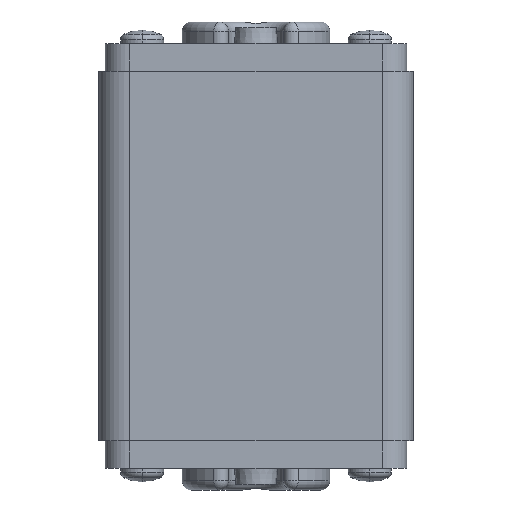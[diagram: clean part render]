
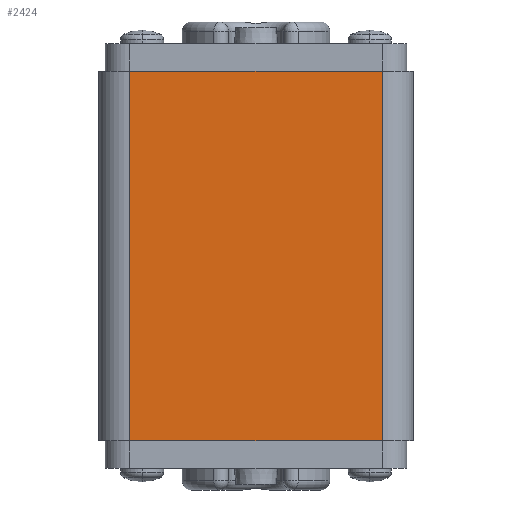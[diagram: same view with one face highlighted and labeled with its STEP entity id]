
A CAD part, front view. The second image highlights one B-rep face of the part: STEP entity #2424.
In plain terms, the highlighted planar face has unit normal (0, -1, 0).
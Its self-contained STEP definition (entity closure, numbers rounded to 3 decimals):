
#16=DIRECTION('',(1.,0.,0.));
#17=VECTOR('',#16,41.);
#18=CARTESIAN_POINT('',(-20.5,-25.5,-30.));
#19=LINE('',#18,#17);
#90=DIRECTION('',(0.,0.,-1.));
#91=VECTOR('',#90,60.);
#92=CARTESIAN_POINT('',(-20.5,-25.5,30.));
#93=LINE('',#92,#91);
#94=DIRECTION('',(0.,0.,-1.));
#95=VECTOR('',#94,60.);
#96=CARTESIAN_POINT('',(20.5,-25.5,30.));
#97=LINE('',#96,#95);
#129=DIRECTION('',(1.,0.,0.));
#130=VECTOR('',#129,41.);
#131=CARTESIAN_POINT('',(-20.5,-25.5,30.));
#132=LINE('',#131,#130);
#1854=CARTESIAN_POINT('',(-20.5,-25.5,-30.));
#1856=VERTEX_POINT('',#1854);
#1860=CARTESIAN_POINT('',(-20.5,-25.5,30.));
#1861=VERTEX_POINT('',#1860);
#1871=CARTESIAN_POINT('',(20.5,-25.5,-30.));
#1873=VERTEX_POINT('',#1871);
#1874=CARTESIAN_POINT('',(20.5,-25.5,30.));
#1875=VERTEX_POINT('',#1874);
#2411=CARTESIAN_POINT('',(-25.5,-25.5,-30.));
#2412=DIRECTION('',(0.,-1.,0.));
#2413=DIRECTION('',(1.,0.,0.));
#2414=AXIS2_PLACEMENT_3D('',#2411,#2412,#2413);
#2415=PLANE('',#2414);
#2417=ORIENTED_EDGE('',*,*,#2416,.F.);
#2419=ORIENTED_EDGE('',*,*,#2418,.T.);
#2420=ORIENTED_EDGE('',*,*,#2403,.T.);
#2421=ORIENTED_EDGE('',*,*,#2309,.F.);
#2422=EDGE_LOOP('',(#2417,#2419,#2420,#2421));
#2423=FACE_OUTER_BOUND('',#2422,.F.);
#2424=ADVANCED_FACE('',(#2423),#2415,.T.);
#2309=EDGE_CURVE('',#1856,#1873,#19,.T.);
#2403=EDGE_CURVE('',#1875,#1873,#97,.T.);
#2416=EDGE_CURVE('',#1861,#1856,#93,.T.);
#2418=EDGE_CURVE('',#1861,#1875,#132,.T.);
